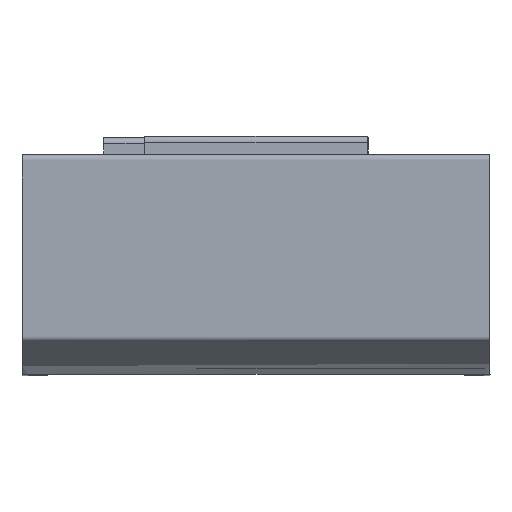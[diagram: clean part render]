
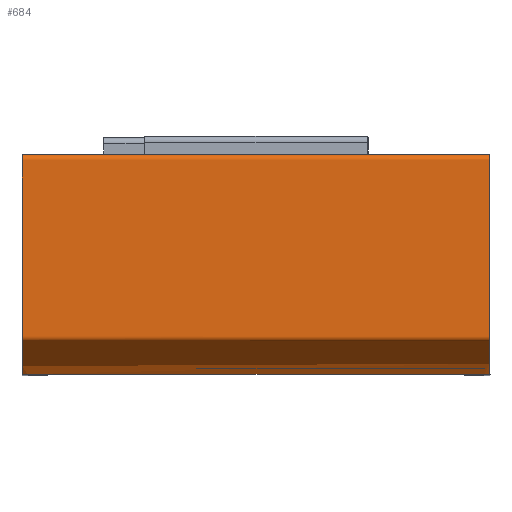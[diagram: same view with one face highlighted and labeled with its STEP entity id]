
A CAD part, top view. The second image highlights one B-rep face of the part: STEP entity #684.
In plain terms, the highlighted free-form (B-spline) face has degree [1, 3] with [2, 22] control points.
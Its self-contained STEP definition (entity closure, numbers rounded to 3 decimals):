
#684=ADVANCED_FACE('',(#839),#4212,.T.);
#839=FACE_OUTER_BOUND('',#979,.T.);
#979=EDGE_LOOP('',(#1456,#1457,#1458,#1459,#1460,#1461));
#1456=ORIENTED_EDGE('',*,*,#2241,.F.);
#1457=ORIENTED_EDGE('',*,*,#2240,.F.);
#1458=ORIENTED_EDGE('',*,*,#2243,.F.);
#1459=ORIENTED_EDGE('',*,*,#2242,.F.);
#1460=ORIENTED_EDGE('',*,*,#2239,.F.);
#1461=ORIENTED_EDGE('',*,*,#2238,.F.);
#2238=EDGE_CURVE('',#3676,#3677,#3453,.T.);
#2239=EDGE_CURVE('',#3677,#3613,#2858,.T.);
#2240=EDGE_CURVE('',#3678,#3679,#3454,.T.);
#2241=EDGE_CURVE('',#3679,#3676,#2859,.T.);
#2242=EDGE_CURVE('',#3613,#3602,#2860,.T.);
#2243=EDGE_CURVE('',#3602,#3678,#2861,.T.);
#2858=B_SPLINE_CURVE_WITH_KNOTS('',1,(#6089,#6090),.UNSPECIFIED.,.F.,.F.,
(2,2),(0.,3.),.UNSPECIFIED.);
#2859=B_SPLINE_CURVE_WITH_KNOTS('',1,(#6113,#6114),.UNSPECIFIED.,.F.,.F.,
(2,2),(-252.,0.),.UNSPECIFIED.);
#2860=B_SPLINE_CURVE_WITH_KNOTS('',1,(#6115,#6116),.UNSPECIFIED.,.F.,.F.,
(2,2),(3.,249.),.UNSPECIFIED.);
#2861=B_SPLINE_CURVE_WITH_KNOTS('',1,(#6117,#6118),.UNSPECIFIED.,.F.,.F.,
(2,2),(249.,252.),.UNSPECIFIED.);
#3453=(
BOUNDED_CURVE()
B_SPLINE_CURVE(3,(#6067,#6068,#6069,#6070,#6071,#6072,#6073,#6074,#6075,
#6076,#6077,#6078,#6079,#6080,#6081,#6082,#6083,#6084,#6085,#6086,#6087,
#6088),.UNSPECIFIED.,.F.,.F.)
B_SPLINE_CURVE_WITH_KNOTS((4,3,3,3,3,3,3,4),(-147.243,-134.743,
-130.032,-35.352,-32.211,2.43,
4.,12.5),.UNSPECIFIED.)
CURVE()
GEOMETRIC_REPRESENTATION_ITEM()
RATIONAL_B_SPLINE_CURVE((1.,1.,1.,1.,0.805,0.805,
1.,1.,1.,1.,0.911,0.911,1.,1.,1.,1.,0.977,
0.977,1.,1.,1.,1.))
REPRESENTATION_ITEM('')
);
#3454=(
BOUNDED_CURVE()
B_SPLINE_CURVE(3,(#6091,#6092,#6093,#6094,#6095,#6096,#6097,#6098,#6099,
#6100,#6101,#6102,#6103,#6104,#6105,#6106,#6107,#6108,#6109,#6110,#6111,
#6112),.UNSPECIFIED.,.F.,.F.)
B_SPLINE_CURVE_WITH_KNOTS((4,3,3,3,3,3,3,4),(-12.5,-4.,-2.43,
32.211,35.352,130.032,134.743,147.243),
 .UNSPECIFIED.)
CURVE()
GEOMETRIC_REPRESENTATION_ITEM()
RATIONAL_B_SPLINE_CURVE((1.,1.,1.,1.,0.977,0.977,
1.,1.,1.,1.,0.911,0.911,1.,1.,1.,1.,0.805,
0.805,1.,1.,1.,1.))
REPRESENTATION_ITEM('')
);
#3602=VERTEX_POINT('',#5235);
#3613=VERTEX_POINT('',#5246);
#3676=VERTEX_POINT('',#5309);
#3677=VERTEX_POINT('',#5310);
#3678=VERTEX_POINT('',#5311);
#3679=VERTEX_POINT('',#5312);
#4212=(
BOUNDED_SURFACE()
B_SPLINE_SURFACE(1,3,((#5032,#5033,#5034,#5035,#5036,#5037,#5038,#5039,
#5040,#5041,#5042,#5043,#5044,#5045,#5046,#5047,#5048,#5049,#5050,#5051,
#5052,#5053),(#5054,#5055,#5056,#5057,#5058,#5059,#5060,#5061,#5062,#5063,
#5064,#5065,#5066,#5067,#5068,#5069,#5070,#5071,#5072,#5073,#5074,#5075)),
 .UNSPECIFIED.,.F.,.F.,.F.)
B_SPLINE_SURFACE_WITH_KNOTS((2,2),(4,3,3,3,3,3,3,4),(0.,252.),
(-147.243,-134.743,-130.032,-35.352,
-32.211,2.43,4.,12.5),.UNSPECIFIED.)
GEOMETRIC_REPRESENTATION_ITEM()
RATIONAL_B_SPLINE_SURFACE(((1.,1.,1.,1.,0.805,0.805,
1.,1.,1.,1.,0.911,0.911,1.,1.,1.,1.,0.977,
0.977,1.,1.,1.,1.),(1.,1.,1.,1.,0.805,0.805,
1.,1.,1.,1.,0.911,0.911,1.,1.,1.,1.,0.977,
0.977,1.,1.,1.,1.)))
REPRESENTATION_ITEM('')
SURFACE()
);
#5032=CARTESIAN_POINT('',(126.,4.5,508.145));
#5033=CARTESIAN_POINT('',(126.,4.5,512.312));
#5034=CARTESIAN_POINT('',(126.,4.5,516.479));
#5035=CARTESIAN_POINT('',(126.,4.5,520.645));
#5036=CARTESIAN_POINT('',(126.,4.5,522.403));
#5037=CARTESIAN_POINT('',(126.,3.257,523.645));
#5038=CARTESIAN_POINT('',(126.,1.5,523.645));
#5039=CARTESIAN_POINT('',(126.,-30.06,523.645));
#5040=CARTESIAN_POINT('',(126.,-61.62,523.645));
#5041=CARTESIAN_POINT('',(126.,-93.18,523.645));
#5042=CARTESIAN_POINT('',(126.,-94.278,523.645));
#5043=CARTESIAN_POINT('',(126.,-95.229,523.096));
#5044=CARTESIAN_POINT('',(126.,-95.778,522.145));
#5045=CARTESIAN_POINT('',(126.,-101.551,512.145));
#5046=CARTESIAN_POINT('',(126.,-107.324,502.145));
#5047=CARTESIAN_POINT('',(126.,-113.097,492.145));
#5048=CARTESIAN_POINT('',(126.,-113.362,491.686));
#5049=CARTESIAN_POINT('',(126.,-113.499,491.175));
#5050=CARTESIAN_POINT('',(126.,-113.499,490.645));
#5051=CARTESIAN_POINT('',(126.,-113.499,487.812));
#5052=CARTESIAN_POINT('',(126.,-113.499,484.979));
#5053=CARTESIAN_POINT('',(126.,-113.5,482.145));
#5054=CARTESIAN_POINT('',(-126.,4.5,508.145));
#5055=CARTESIAN_POINT('',(-126.,4.5,512.312));
#5056=CARTESIAN_POINT('',(-126.,4.5,516.479));
#5057=CARTESIAN_POINT('',(-126.,4.5,520.645));
#5058=CARTESIAN_POINT('',(-126.,4.5,522.403));
#5059=CARTESIAN_POINT('',(-126.,3.257,523.645));
#5060=CARTESIAN_POINT('',(-126.,1.5,523.645));
#5061=CARTESIAN_POINT('',(-126.,-30.06,523.645));
#5062=CARTESIAN_POINT('',(-126.,-61.62,523.645));
#5063=CARTESIAN_POINT('',(-126.,-93.18,523.645));
#5064=CARTESIAN_POINT('',(-126.,-94.278,523.645));
#5065=CARTESIAN_POINT('',(-126.,-95.229,523.096));
#5066=CARTESIAN_POINT('',(-126.,-95.778,522.145));
#5067=CARTESIAN_POINT('',(-126.,-101.551,512.145));
#5068=CARTESIAN_POINT('',(-126.,-107.324,502.145));
#5069=CARTESIAN_POINT('',(-126.,-113.097,492.145));
#5070=CARTESIAN_POINT('',(-126.,-113.362,491.686));
#5071=CARTESIAN_POINT('',(-126.,-113.499,491.175));
#5072=CARTESIAN_POINT('',(-126.,-113.499,490.645));
#5073=CARTESIAN_POINT('',(-126.,-113.499,487.812));
#5074=CARTESIAN_POINT('',(-126.,-113.499,484.979));
#5075=CARTESIAN_POINT('',(-126.,-113.5,482.145));
#5235=CARTESIAN_POINT('',(-123.,-113.501,482.145));
#5246=CARTESIAN_POINT('',(123.,-113.501,482.145));
#5309=CARTESIAN_POINT('',(126.,4.5,508.145));
#5310=CARTESIAN_POINT('',(126.,-113.5,482.145));
#5311=CARTESIAN_POINT('',(-126.,-113.5,482.145));
#5312=CARTESIAN_POINT('',(-126.,4.5,508.145));
#6067=CARTESIAN_POINT('',(126.,4.5,508.145));
#6068=CARTESIAN_POINT('',(126.,4.5,512.312));
#6069=CARTESIAN_POINT('',(126.,4.5,516.479));
#6070=CARTESIAN_POINT('',(126.,4.5,520.645));
#6071=CARTESIAN_POINT('',(126.,4.5,522.403));
#6072=CARTESIAN_POINT('',(126.,3.257,523.645));
#6073=CARTESIAN_POINT('',(126.,1.5,523.645));
#6074=CARTESIAN_POINT('',(126.,-30.06,523.645));
#6075=CARTESIAN_POINT('',(126.,-61.62,523.645));
#6076=CARTESIAN_POINT('',(126.,-93.18,523.645));
#6077=CARTESIAN_POINT('',(126.,-94.278,523.645));
#6078=CARTESIAN_POINT('',(126.,-95.229,523.096));
#6079=CARTESIAN_POINT('',(126.,-95.778,522.145));
#6080=CARTESIAN_POINT('',(126.,-101.551,512.145));
#6081=CARTESIAN_POINT('',(126.,-107.324,502.145));
#6082=CARTESIAN_POINT('',(126.,-113.097,492.145));
#6083=CARTESIAN_POINT('',(126.,-113.362,491.686));
#6084=CARTESIAN_POINT('',(126.,-113.499,491.175));
#6085=CARTESIAN_POINT('',(126.,-113.499,490.645));
#6086=CARTESIAN_POINT('',(126.,-113.499,487.812));
#6087=CARTESIAN_POINT('',(126.,-113.499,484.979));
#6088=CARTESIAN_POINT('',(126.,-113.5,482.145));
#6089=CARTESIAN_POINT('',(126.,-113.5,482.145));
#6090=CARTESIAN_POINT('',(123.,-113.501,482.145));
#6091=CARTESIAN_POINT('',(-126.,-113.5,482.145));
#6092=CARTESIAN_POINT('',(-126.,-113.499,484.979));
#6093=CARTESIAN_POINT('',(-126.,-113.499,487.812));
#6094=CARTESIAN_POINT('',(-126.,-113.499,490.645));
#6095=CARTESIAN_POINT('',(-126.,-113.499,491.175));
#6096=CARTESIAN_POINT('',(-126.,-113.362,491.686));
#6097=CARTESIAN_POINT('',(-126.,-113.097,492.145));
#6098=CARTESIAN_POINT('',(-126.,-107.324,502.145));
#6099=CARTESIAN_POINT('',(-126.,-101.551,512.145));
#6100=CARTESIAN_POINT('',(-126.,-95.778,522.145));
#6101=CARTESIAN_POINT('',(-126.,-95.229,523.096));
#6102=CARTESIAN_POINT('',(-126.,-94.278,523.645));
#6103=CARTESIAN_POINT('',(-126.,-93.18,523.645));
#6104=CARTESIAN_POINT('',(-126.,-61.62,523.645));
#6105=CARTESIAN_POINT('',(-126.,-30.06,523.645));
#6106=CARTESIAN_POINT('',(-126.,1.5,523.645));
#6107=CARTESIAN_POINT('',(-126.,3.257,523.645));
#6108=CARTESIAN_POINT('',(-126.,4.5,522.403));
#6109=CARTESIAN_POINT('',(-126.,4.5,520.645));
#6110=CARTESIAN_POINT('',(-126.,4.5,516.479));
#6111=CARTESIAN_POINT('',(-126.,4.5,512.312));
#6112=CARTESIAN_POINT('',(-126.,4.5,508.145));
#6113=CARTESIAN_POINT('',(-126.,4.5,508.145));
#6114=CARTESIAN_POINT('',(126.,4.5,508.145));
#6115=CARTESIAN_POINT('',(123.,-113.501,482.145));
#6116=CARTESIAN_POINT('',(-123.,-113.501,482.145));
#6117=CARTESIAN_POINT('',(-123.,-113.501,482.145));
#6118=CARTESIAN_POINT('',(-126.,-113.5,482.145));
